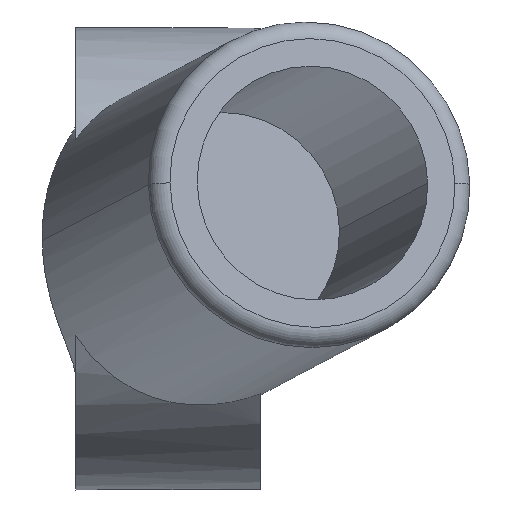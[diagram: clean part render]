
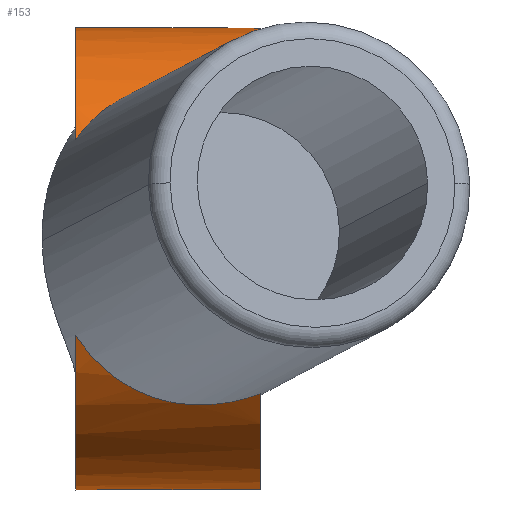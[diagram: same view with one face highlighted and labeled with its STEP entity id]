
A CAD part, top view. The second image highlights one B-rep face of the part: STEP entity #153.
In plain terms, the highlighted cylindrical face has radius 25 mm (diameter 50 mm), a partial arc.
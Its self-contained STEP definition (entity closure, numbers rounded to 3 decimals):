
#21 = CARTESIAN_POINT ( 'NONE',  ( -121.837, 18.653, -68.849 ) ) ;
#25 = CARTESIAN_POINT ( 'NONE',  ( -125.572, 17.03, -67.182 ) ) ;
#28 = CARTESIAN_POINT ( 'NONE',  ( -123.146, 18.205, -68.361 ) ) ;
#57 = CARTESIAN_POINT ( 'NONE',  ( -110.448, -14.769, -65.324 ) ) ;
#58 = ORIENTED_EDGE ( 'NONE', *, *, #86, .F. ) ;
#63 = CARTESIAN_POINT ( 'NONE',  ( -110., -14.6, -65.202 ) ) ;
#69 = CARTESIAN_POINT ( 'NONE',  ( -127.694, -11.234, -63.15 ) ) ;
#71 = AXIS2_PLACEMENT_3D ( 'NONE', #215, #667, #343 ) ;
#86 = EDGE_CURVE ( 'NONE', #95, #338, #264, .T. ) ;
#89 = CARTESIAN_POINT ( 'NONE',  ( -119.516, 19.168, -69.446 ) ) ;
#90 = EDGE_CURVE ( 'NONE', #338, #489, #580, .T. ) ;
#94 = CARTESIAN_POINT ( 'NONE',  ( -116.619, 19.404, -69.733 ) ) ;
#95 = VERTEX_POINT ( 'NONE', #571 ) ;
#129 = CARTESIAN_POINT ( 'NONE',  ( -127.03, -11.866, -63.482 ) ) ;
#131 = CARTESIAN_POINT ( 'NONE',  ( -130., -8.337, -61.927 ) ) ;
#142 = CIRCLE ( 'NONE', #71, 25. ) ;
#146 = CARTESIAN_POINT ( 'NONE',  ( -129.485, 13.595, -64.499 ) ) ;
#149 = CARTESIAN_POINT ( 'NONE',  ( -113.219, 19.12, -69.389 ) ) ;
#153 = ADVANCED_FACE ( 'NONE', ( #517 ), #650, .T. ) ;
#170 = CARTESIAN_POINT ( 'NONE',  ( -119.562, -15.57, -65.936 ) ) ;
#208 = CARTESIAN_POINT ( 'NONE',  ( -126.992, 16.027, -66.306 ) ) ;
#210 = CARTESIAN_POINT ( 'NONE',  ( -130., 12.874, -64.066 ) ) ;
#215 = CARTESIAN_POINT ( 'NONE',  ( -130., 0., -85.496 ) ) ;
#233 = CARTESIAN_POINT ( 'NONE',  ( -123.195, -14.418, -65.066 ) ) ;
#243 = CARTESIAN_POINT ( 'NONE',  ( -116.653, -15.847, -66.16 ) ) ;
#264 = CIRCLE ( 'NONE', #468, 25. ) ;
#270 = CARTESIAN_POINT ( 'NONE',  ( -122.279, 18.515, -68.696 ) ) ;
#296 = ORIENTED_EDGE ( 'NONE', *, *, #760, .T. ) ;
#326 = B_SPLINE_CURVE_WITH_KNOTS ( 'NONE', 3,
 ( #131, #759, #359, #69, #129, #492, #697, #372, #812, #233, #498, #681, #623, #170, #555, #818, #803, #243, #628, #423, #740, #366, #807, #618, #57, #63 ),
 .UNSPECIFIED., .F., .F.,
 ( 4, 2, 2, 2, 2, 2, 2, 2, 2, 2, 2, 2, 4 ),
 ( 0., 0.003, 0.006, 0.007, 0.009, 0.012, 0.013, 0.015, 0.016, 0.018, 0.02, 0.022, 0.023 ),
 .UNSPECIFIED. ) ;
#332 = CARTESIAN_POINT ( 'NONE',  ( -120.466, 18.997, -69.244 ) ) ;
#333 = CARTESIAN_POINT ( 'NONE',  ( -110., 18.357, -68.525 ) ) ;
#337 = CARTESIAN_POINT ( 'NONE',  ( -119.034, 19.235, -69.527 ) ) ;
#338 = VERTEX_POINT ( 'NONE', #630 ) ;
#343 = DIRECTION ( 'NONE',  ( 0., 0., -1. ) ) ;
#359 = CARTESIAN_POINT ( 'NONE',  ( -128.922, -9.866, -62.513 ) ) ;
#366 = CARTESIAN_POINT ( 'NONE',  ( -112.298, -15.319, -65.739 ) ) ;
#372 = CARTESIAN_POINT ( 'NONE',  ( -124.804, -13.519, -64.465 ) ) ;
#423 = CARTESIAN_POINT ( 'NONE',  ( -114.685, -15.763, -66.092 ) ) ;
#457 = CARTESIAN_POINT ( 'NONE',  ( -127.662, 15.473, -65.857 ) ) ;
#461 = CARTESIAN_POINT ( 'NONE',  ( -127.985, 15.18, -65.629 ) ) ;
#464 = ORIENTED_EDGE ( 'NONE', *, *, #90, .F. ) ;
#466 = CARTESIAN_POINT ( 'NONE',  ( -113.696, 19.191, -69.474 ) ) ;
#468 = AXIS2_PLACEMENT_3D ( 'NONE', #664, #780, #528 ) ;
#469 = ORIENTED_EDGE ( 'NONE', *, *, #684, .F. ) ;
#472 = CARTESIAN_POINT ( 'NONE',  ( -117.589, 19.38, -69.703 ) ) ;
#489 = VERTEX_POINT ( 'NONE', #771 ) ;
#492 = CARTESIAN_POINT ( 'NONE',  ( -125.946, -12.733, -63.979 ) ) ;
#498 = CARTESIAN_POINT ( 'NONE',  ( -122.341, -14.789, -65.336 ) ) ;
#512 = CARTESIAN_POINT ( 'NONE',  ( -130., -8.337, -61.927 ) ) ;
#517 = FACE_OUTER_BOUND ( 'NONE', #808, .T. ) ;
#526 = CARTESIAN_POINT ( 'NONE',  ( -126.646, 16.289, -66.528 ) ) ;
#528 = DIRECTION ( 'NONE',  ( 0., 0., -1. ) ) ;
#537 = CARTESIAN_POINT ( 'NONE',  ( -110.894, 18.639, -68.83 ) ) ;
#546 = VERTEX_POINT ( 'NONE', #512 ) ;
#555 = CARTESIAN_POINT ( 'NONE',  ( -119.085, -15.652, -66.002 ) ) ;
#571 = CARTESIAN_POINT ( 'NONE',  ( -110., -14.6, -65.202 ) ) ;
#580 = B_SPLINE_CURVE_WITH_KNOTS ( 'NONE', 3,
 ( #333, #537, #590, #149, #466, #791, #652, #94, #472, #337, #89, #332, #653, #21, #270, #28, #778, #786, #25, #526, #208, #457, #461, #715, #146, #210 ),
 .UNSPECIFIED., .F., .F.,
 ( 4, 2, 2, 2, 2, 2, 2, 2, 2, 2, 2, 2, 4 ),
 ( 0., 0.003, 0.004, 0.006, 0.009, 0.01, 0.012, 0.013, 0.015, 0.018, 0.019, 0.02, 0.023 ),
 .UNSPECIFIED. ) ;
#590 = CARTESIAN_POINT ( 'NONE',  ( -111.809, 18.866, -69.091 ) ) ;
#618 = CARTESIAN_POINT ( 'NONE',  ( -110.903, -14.923, -65.438 ) ) ;
#623 = CARTESIAN_POINT ( 'NONE',  ( -120.508, -15.36, -65.771 ) ) ;
#628 = CARTESIAN_POINT ( 'NONE',  ( -116.155, -15.842, -66.156 ) ) ;
#630 = CARTESIAN_POINT ( 'NONE',  ( -110., 18.357, -68.525 ) ) ;
#645 = CARTESIAN_POINT ( 'NONE',  ( -130., 0., -85.496 ) ) ;
#650 = CYLINDRICAL_SURFACE ( 'NONE', #713, 25. ) ;
#652 = CARTESIAN_POINT ( 'NONE',  ( -115.156, 19.339, -69.654 ) ) ;
#653 = CARTESIAN_POINT ( 'NONE',  ( -120.93, 18.894, -69.123 ) ) ;
#664 = CARTESIAN_POINT ( 'NONE',  ( -110., 0., -85.496 ) ) ;
#667 = DIRECTION ( 'NONE',  ( 1., 0., 0. ) ) ;
#681 = CARTESIAN_POINT ( 'NONE',  ( -120.978, -15.231, -65.671 ) ) ;
#684 = EDGE_CURVE ( 'NONE', #546, #95, #326, .T. ) ;
#697 = CARTESIAN_POINT ( 'NONE',  ( -125.571, -13.008, -64.145 ) ) ;
#704 = DIRECTION ( 'NONE',  ( 0., 0., 1. ) ) ;
#713 = AXIS2_PLACEMENT_3D ( 'NONE', #645, #776, #704 ) ;
#715 = CARTESIAN_POINT ( 'NONE',  ( -128.919, 14.26, -64.948 ) ) ;
#740 = CARTESIAN_POINT ( 'NONE',  ( -113.722, -15.629, -65.982 ) ) ;
#759 = CARTESIAN_POINT ( 'NONE',  ( -129.485, -9.129, -62.208 ) ) ;
#760 = EDGE_CURVE ( 'NONE', #546, #489, #142, .T. ) ;
#771 = CARTESIAN_POINT ( 'NONE',  ( -130., 12.874, -64.066 ) ) ;
#776 = DIRECTION ( 'NONE',  ( 1., 0., 0. ) ) ;
#778 = CARTESIAN_POINT ( 'NONE',  ( -123.571, 18.032, -68.178 ) ) ;
#780 = DIRECTION ( 'NONE',  ( 1., 0., 0. ) ) ;
#786 = CARTESIAN_POINT ( 'NONE',  ( -124.807, 17.466, -67.601 ) ) ;
#791 = CARTESIAN_POINT ( 'NONE',  ( -114.664, 19.3, -69.606 ) ) ;
#803 = CARTESIAN_POINT ( 'NONE',  ( -117.635, -15.813, -66.132 ) ) ;
#807 = CARTESIAN_POINT ( 'NONE',  ( -111.827, -15.198, -65.645 ) ) ;
#808 = EDGE_LOOP ( 'NONE', ( #296, #464, #58, #469 ) ) ;
#812 = CARTESIAN_POINT ( 'NONE',  ( -124.41, -13.757, -64.62 ) ) ;
#818 = CARTESIAN_POINT ( 'NONE',  ( -118.122, -15.774, -66.101 ) ) ;
